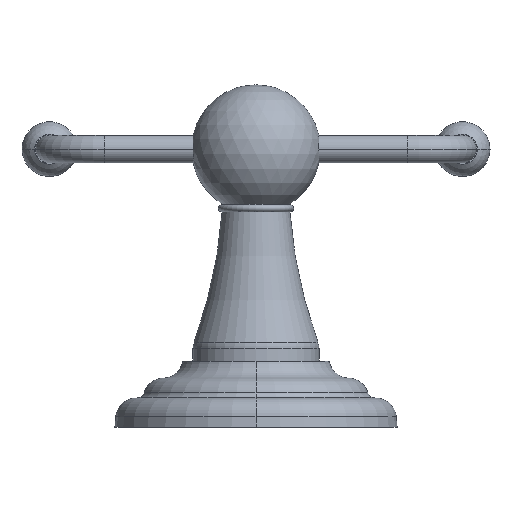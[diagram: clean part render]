
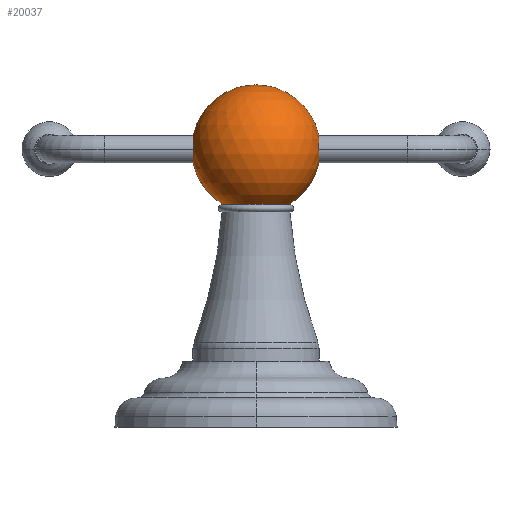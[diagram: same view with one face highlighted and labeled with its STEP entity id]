
A CAD part, front view. The second image highlights one B-rep face of the part: STEP entity #20037.
In plain terms, the highlighted spherical face has radius 14.857 mm.
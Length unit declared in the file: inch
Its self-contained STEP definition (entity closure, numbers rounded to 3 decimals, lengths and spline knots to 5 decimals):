
#17123=CARTESIAN_POINT('',(0.5711,0.,2.651));
#17124=CARTESIAN_POINT('',(0.5711,-0.00828,2.651));
#17125=CARTESIAN_POINT('',(0.5711,-0.02443,
2.6494));
#17126=CARTESIAN_POINT('',(0.57111,-0.04793,
2.64238));
#17127=CARTESIAN_POINT('',(0.57111,-0.0695,
2.63103));
#17128=CARTESIAN_POINT('',(0.57113,-0.08855,
2.61573));
#17129=CARTESIAN_POINT('',(0.57113,-0.09904,
2.60333));
#17130=CARTESIAN_POINT('',(0.57114,-0.10374,
2.59653));
#17132=CARTESIAN_POINT('',(0.5711,0.,2.52458));
#17133=DIRECTION('',(1.,0.,0.));
#17134=DIRECTION('',(0.,-0.822,0.57));
#17135=AXIS2_PLACEMENT_3D('',#17132,#17133,#17134);
#17137=CARTESIAN_POINT('',(0.,0.,2.52458));
#17138=DIRECTION('',(0.,-1.,0.));
#17139=DIRECTION('',(0.526,0.,-0.851));
#17140=AXIS2_PLACEMENT_3D('',#17137,#17138,#17139);
#17142=CARTESIAN_POINT('',(0.,0.,2.027));
#17143=DIRECTION('',(0.,0.,1.));
#17144=DIRECTION('',(-1.,0.,0.));
#17145=AXIS2_PLACEMENT_3D('',#17142,#17143,#17144);
#17147=CARTESIAN_POINT('',(0.,0.,2.52458));
#17148=DIRECTION('',(0.,1.,0.));
#17149=DIRECTION('',(-0.526,0.,-0.851));
#17150=AXIS2_PLACEMENT_3D('',#17147,#17148,#17149);
#17152=CARTESIAN_POINT('',(-0.5711,0.,2.52458));
#17153=DIRECTION('',(-1.,0.,0.));
#17154=DIRECTION('',(0.,0.,-1.));
#17155=AXIS2_PLACEMENT_3D('',#17152,#17153,#17154);
#17157=CARTESIAN_POINT('',(-0.57112,-0.08117,
2.62138));
#17158=CARTESIAN_POINT('',(-0.57112,-0.0755,
2.62615));
#17159=CARTESIAN_POINT('',(-0.57111,-0.06353,
2.63454));
#17160=CARTESIAN_POINT('',(-0.5711,-0.04352,
2.64393));
#17161=CARTESIAN_POINT('',(-0.5711,-0.02216,
2.64968));
#17162=CARTESIAN_POINT('',(-0.5711,-0.00749,2.651));
#17163=CARTESIAN_POINT('',(-0.5711,0.,2.651));
#17165=CARTESIAN_POINT('',(0.,0.,2.52458));
#17166=DIRECTION('',(0.,1.,0.));
#17167=DIRECTION('',(-0.976,0.,0.216));
#17168=AXIS2_PLACEMENT_3D('',#17165,#17166,#17167);
#17170=CARTESIAN_POINT('',(0.,0.,2.52458));
#17171=DIRECTION('',(0.,-1.,0.));
#17172=DIRECTION('',(0.976,0.,0.216));
#17173=AXIS2_PLACEMENT_3D('',#17170,#17171,#17172);
#17187=CARTESIAN_POINT('',(0.5711,0.,2.651));
#17189=CARTESIAN_POINT('',(-0.5711,0.,2.651));
#19420=CARTESIAN_POINT('',(-0.3075,0.,2.027));
#19421=VERTEX_POINT('',#19420);
#19426=CARTESIAN_POINT('',(0.3075,0.,2.027));
#19427=VERTEX_POINT('',#19426);
#19446=CARTESIAN_POINT('',(0.5711,0.,2.39815));
#19448=VERTEX_POINT('',#19446);
#19450=VERTEX_POINT('',#17187);
#19451=VERTEX_POINT('',#17130);
#19452=CARTESIAN_POINT('',(0.,0.,3.1095));
#19453=VERTEX_POINT('',#19452);
#19454=CARTESIAN_POINT('',(-0.5711,0.,2.39815));
#19456=VERTEX_POINT('',#19454);
#19458=VERTEX_POINT('',#17189);
#19459=VERTEX_POINT('',#17157);
#20013=CARTESIAN_POINT('',(0.,0.,2.52458));
#20014=DIRECTION('',(0.,0.,-1.));
#20015=DIRECTION('',(1.,0.,0.));
#20016=AXIS2_PLACEMENT_3D('',#20013,#20014,#20015);
#20017=SPHERICAL_SURFACE('',#20016,0.58492);
#20019=ORIENTED_EDGE('',*,*,#20018,.T.);
#20021=ORIENTED_EDGE('',*,*,#20020,.T.);
#20023=ORIENTED_EDGE('',*,*,#20022,.F.);
#20024=ORIENTED_EDGE('',*,*,#20006,.F.);
#20026=ORIENTED_EDGE('',*,*,#20025,.T.);
#20028=ORIENTED_EDGE('',*,*,#20027,.T.);
#20030=ORIENTED_EDGE('',*,*,#20029,.T.);
#20032=ORIENTED_EDGE('',*,*,#20031,.T.);
#20034=ORIENTED_EDGE('',*,*,#20033,.F.);
#20035=EDGE_LOOP('',(#20019,#20021,#20023,#20024,#20026,#20028,#20030,#20032,
#20034));
#20036=FACE_OUTER_BOUND('',#20035,.F.);
#20037=ADVANCED_FACE('',(#20036),#20017,.T.);
#17131=B_SPLINE_CURVE_WITH_KNOTS('',3,(#17123,#17124,#17125,#17126,#17127,
#17128,#17129,#17130),.UNSPECIFIED.,.F.,.F.,(4,1,1,1,1,4),(0.,0.2,0.4,
0.6,0.8,1.),.UNSPECIFIED.);
#17136=CIRCLE('',#17135,0.12642);
#17141=CIRCLE('',#17140,0.58492);
#17146=CIRCLE('',#17145,0.3075);
#17151=CIRCLE('',#17150,0.58492);
#17156=CIRCLE('',#17155,0.12642);
#17164=B_SPLINE_CURVE_WITH_KNOTS('',3,(#17157,#17158,#17159,#17160,#17161,
#17162,#17163),.UNSPECIFIED.,.F.,.F.,(4,1,1,1,4),(0.,0.25,0.5,0.75,
1.),.UNSPECIFIED.);
#17169=CIRCLE('',#17168,0.58492);
#17174=CIRCLE('',#17173,0.58492);
#20006=EDGE_CURVE('',#19421,#19427,#17146,.T.);
#20018=EDGE_CURVE('',#19450,#19451,#17131,.T.);
#20020=EDGE_CURVE('',#19451,#19448,#17136,.T.);
#20022=EDGE_CURVE('',#19427,#19448,#17141,.T.);
#20025=EDGE_CURVE('',#19421,#19456,#17151,.T.);
#20027=EDGE_CURVE('',#19456,#19459,#17156,.T.);
#20029=EDGE_CURVE('',#19459,#19458,#17164,.T.);
#20031=EDGE_CURVE('',#19458,#19453,#17169,.T.);
#20033=EDGE_CURVE('',#19450,#19453,#17174,.T.);
